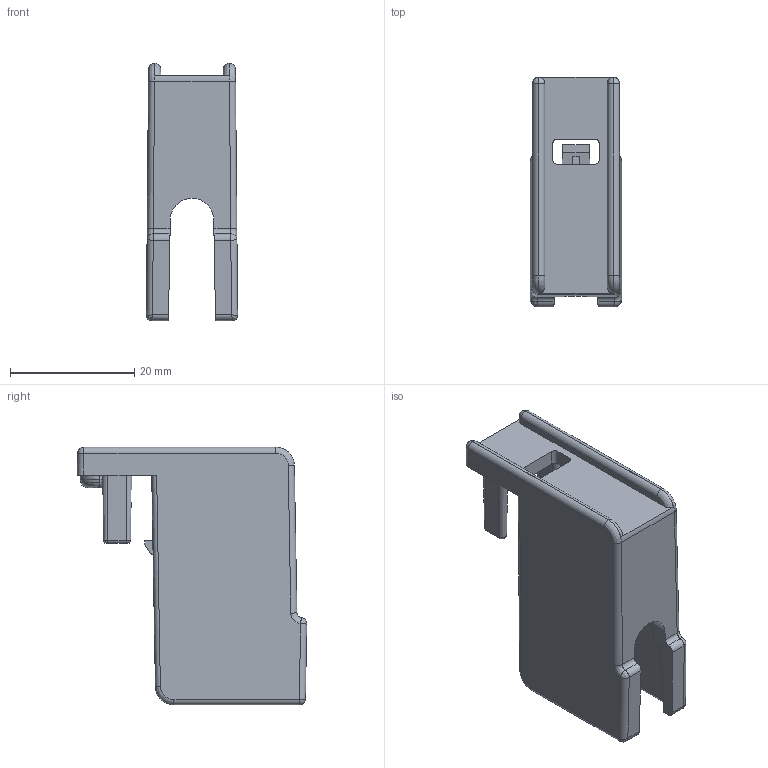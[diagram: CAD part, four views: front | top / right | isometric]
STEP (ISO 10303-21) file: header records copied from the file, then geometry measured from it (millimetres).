
FILE_DESCRIPTION (( 'STEP AP214' ), '1' );
FILE_NAME ('HS1-ML1.step', '2020-05-11T19:35:24', ( '' ), ( '' ), 'SwSTEP 2.0', 'SolidWorks 2019', '' );
FILE_SCHEMA (( 'AUTOMOTIVE_DESIGN' ));
Length unit declared in the file: inch
Products named in the file (2): HS1-ML1
Bounding box: 14.71 x 37 x 41.5 mm (x, y, z)
Volume: 5761.3 mm3; surface area: 5980.8 mm2
Topology: 1 solids, 1 shells, 138 faces, 344 edges, 209 vertices
Faces by surface type: plane 53, cylinder 47, bspline 27, cone 11
Entity records: 4933 total; most frequent: CARTESIAN_POINT 1851, ORIENTED_EDGE 684, DIRECTION 568, EDGE_CURVE 342, VERTEX_POINT 209, LINE 196, VECTOR 196, AXIS2_PLACEMENT_3D 186
